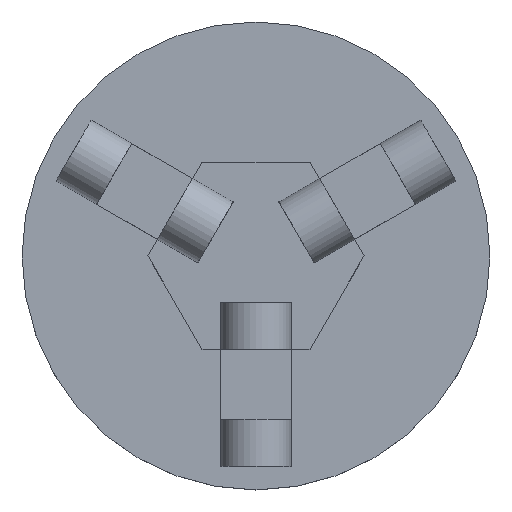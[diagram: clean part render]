
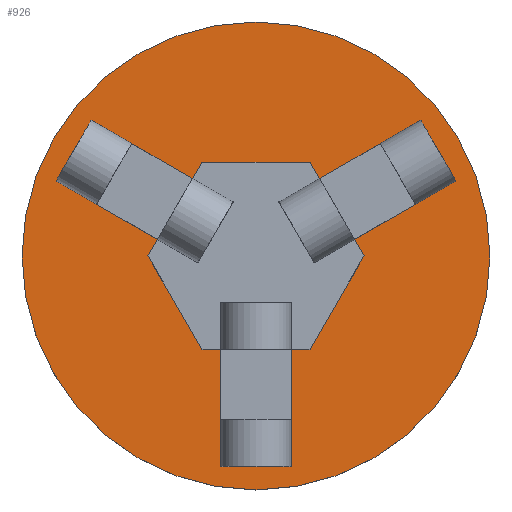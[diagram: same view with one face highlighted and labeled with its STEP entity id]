
A CAD part, top view. The second image highlights one B-rep face of the part: STEP entity #926.
In plain terms, the highlighted planar face has unit normal (0, 0, 1).
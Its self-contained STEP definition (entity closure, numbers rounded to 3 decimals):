
#33=FACE_BOUND('',#155,.T.);
#51=CIRCLE('',#1002,50.);
#97=FACE_OUTER_BOUND('',#154,.T.);
#154=EDGE_LOOP('',(#748));
#155=EDGE_LOOP('',(#749,#750,#751,#752,#753,#754,#755,#756,#757,#758,#759,
#760,#761,#762,#763,#764,#765,#766));
#184=LINE('',#1305,#287);
#188=LINE('',#1313,#291);
#191=LINE('',#1320,#294);
#195=LINE('',#1328,#298);
#198=LINE('',#1334,#301);
#201=LINE('',#1341,#304);
#205=LINE('',#1349,#308);
#208=LINE('',#1355,#311);
#211=LINE('',#1361,#314);
#227=LINE('',#1395,#330);
#232=LINE('',#1405,#335);
#243=LINE('',#1426,#346);
#258=LINE('',#1467,#361);
#260=LINE('',#1474,#363);
#264=LINE('',#1484,#367);
#266=LINE('',#1493,#369);
#267=LINE('',#1494,#370);
#268=LINE('',#1495,#371);
#287=VECTOR('',#1044,10.);
#291=VECTOR('',#1050,10.);
#294=VECTOR('',#1055,10.);
#298=VECTOR('',#1061,10.);
#301=VECTOR('',#1066,10.);
#304=VECTOR('',#1071,10.);
#308=VECTOR('',#1077,10.);
#311=VECTOR('',#1082,10.);
#314=VECTOR('',#1087,10.);
#330=VECTOR('',#1115,10.);
#335=VECTOR('',#1122,10.);
#346=VECTOR('',#1137,10.);
#361=VECTOR('',#1178,10.);
#363=VECTOR('',#1186,10.);
#367=VECTOR('',#1200,10.);
#369=VECTOR('',#1210,10.);
#370=VECTOR('',#1211,10.);
#371=VECTOR('',#1212,10.);
#390=VERTEX_POINT('',#1303);
#391=VERTEX_POINT('',#1304);
#394=VERTEX_POINT('',#1312);
#396=VERTEX_POINT('',#1318);
#397=VERTEX_POINT('',#1319);
#400=VERTEX_POINT('',#1327);
#402=VERTEX_POINT('',#1333);
#404=VERTEX_POINT('',#1339);
#405=VERTEX_POINT('',#1340);
#408=VERTEX_POINT('',#1348);
#410=VERTEX_POINT('',#1354);
#412=VERTEX_POINT('',#1360);
#424=VERTEX_POINT('',#1394);
#428=VERTEX_POINT('',#1404);
#436=VERTEX_POINT('',#1424);
#449=VERTEX_POINT('',#1465);
#451=VERTEX_POINT('',#1473);
#453=VERTEX_POINT('',#1486);
#455=VERTEX_POINT('',#1492);
#470=EDGE_CURVE('',#390,#391,#184,.T.);
#474=EDGE_CURVE('',#391,#394,#188,.T.);
#477=EDGE_CURVE('',#396,#397,#191,.T.);
#481=EDGE_CURVE('',#397,#400,#195,.T.);
#484=EDGE_CURVE('',#400,#402,#198,.T.);
#487=EDGE_CURVE('',#404,#405,#201,.T.);
#491=EDGE_CURVE('',#405,#408,#205,.T.);
#494=EDGE_CURVE('',#408,#410,#208,.T.);
#497=EDGE_CURVE('',#412,#390,#211,.T.);
#515=EDGE_CURVE('',#424,#396,#227,.T.);
#520=EDGE_CURVE('',#428,#404,#232,.T.);
#531=EDGE_CURVE('',#394,#436,#243,.T.);
#552=EDGE_CURVE('',#410,#449,#258,.T.);
#555=EDGE_CURVE('',#451,#412,#260,.T.);
#560=EDGE_CURVE('',#449,#451,#264,.T.);
#561=EDGE_CURVE('',#453,#453,#51,.T.);
#564=EDGE_CURVE('',#402,#455,#266,.T.);
#565=EDGE_CURVE('',#455,#428,#267,.T.);
#566=EDGE_CURVE('',#436,#424,#268,.T.);
#748=ORIENTED_EDGE('',*,*,#561,.T.);
#749=ORIENTED_EDGE('',*,*,#484,.T.);
#750=ORIENTED_EDGE('',*,*,#564,.T.);
#751=ORIENTED_EDGE('',*,*,#565,.T.);
#752=ORIENTED_EDGE('',*,*,#520,.T.);
#753=ORIENTED_EDGE('',*,*,#487,.T.);
#754=ORIENTED_EDGE('',*,*,#491,.T.);
#755=ORIENTED_EDGE('',*,*,#494,.T.);
#756=ORIENTED_EDGE('',*,*,#552,.T.);
#757=ORIENTED_EDGE('',*,*,#560,.T.);
#758=ORIENTED_EDGE('',*,*,#555,.T.);
#759=ORIENTED_EDGE('',*,*,#497,.T.);
#760=ORIENTED_EDGE('',*,*,#470,.T.);
#761=ORIENTED_EDGE('',*,*,#474,.T.);
#762=ORIENTED_EDGE('',*,*,#531,.T.);
#763=ORIENTED_EDGE('',*,*,#566,.T.);
#764=ORIENTED_EDGE('',*,*,#515,.T.);
#765=ORIENTED_EDGE('',*,*,#477,.T.);
#766=ORIENTED_EDGE('',*,*,#481,.T.);
#882=PLANE('',#1004);
#926=ADVANCED_FACE('',(#97,#33),#882,.T.);
#1002=AXIS2_PLACEMENT_3D('',#1487,#1203,#1204);
#1004=AXIS2_PLACEMENT_3D('',#1491,#1208,#1209);
#1044=DIRECTION('',(-0.5,0.866,0.));
#1050=DIRECTION('',(0.5,0.866,0.));
#1055=DIRECTION('',(0.5,0.866,0.));
#1061=DIRECTION('',(1.,0.,0.));
#1066=DIRECTION('',(0.5,-0.866,0.));
#1071=DIRECTION('',(0.5,-0.866,0.));
#1077=DIRECTION('',(-0.5,-0.866,0.));
#1082=DIRECTION('',(-1.,0.,0.));
#1087=DIRECTION('',(-1.,0.,0.));
#1115=DIRECTION('',(0.866,-0.5,0.));
#1122=DIRECTION('',(-0.866,-0.5,0.));
#1137=DIRECTION('',(-0.866,0.5,0.));
#1178=DIRECTION('',(0.,-1.,0.));
#1186=DIRECTION('',(0.,1.,0.));
#1200=DIRECTION('',(-1.,0.,0.));
#1203=DIRECTION('center_axis',(0.,0.,1.));
#1204=DIRECTION('ref_axis',(1.,0.,0.));
#1208=DIRECTION('center_axis',(0.,0.,1.));
#1209=DIRECTION('ref_axis',(1.,0.,0.));
#1210=DIRECTION('',(0.866,0.5,0.));
#1211=DIRECTION('',(0.5,-0.866,0.));
#1212=DIRECTION('',(0.5,0.866,0.));
#1303=CARTESIAN_POINT('',(-11.547,-20.,10.));
#1304=CARTESIAN_POINT('',(-23.094,0.,10.));
#1305=CARTESIAN_POINT('',(-20.207,-5.,10.));
#1312=CARTESIAN_POINT('',(-21.071,3.505,10.));
#1313=CARTESIAN_POINT('',(-19.196,6.752,10.));
#1318=CARTESIAN_POINT('',(-13.571,16.495,10.));
#1319=CARTESIAN_POINT('',(-11.547,20.,10.));
#1320=CARTESIAN_POINT('',(-14.434,15.,10.));
#1327=CARTESIAN_POINT('',(11.547,20.,10.));
#1328=CARTESIAN_POINT('',(5.774,20.,10.));
#1333=CARTESIAN_POINT('',(13.571,16.495,10.));
#1334=CARTESIAN_POINT('',(15.446,13.248,10.));
#1339=CARTESIAN_POINT('',(21.071,3.505,10.));
#1340=CARTESIAN_POINT('',(23.094,0.,10.));
#1341=CARTESIAN_POINT('',(20.207,5.,10.));
#1348=CARTESIAN_POINT('',(11.547,-20.,10.));
#1349=CARTESIAN_POINT('',(14.434,-15.,10.));
#1354=CARTESIAN_POINT('',(7.5,-20.,10.));
#1355=CARTESIAN_POINT('',(3.75,-20.,10.));
#1360=CARTESIAN_POINT('',(-7.5,-20.,10.));
#1361=CARTESIAN_POINT('',(-5.774,-20.,10.));
#1394=CARTESIAN_POINT('',(-35.221,28.995,10.));
#1395=CARTESIAN_POINT('',(-35.221,28.995,10.));
#1404=CARTESIAN_POINT('',(42.721,16.005,10.));
#1405=CARTESIAN_POINT('',(42.721,16.005,10.));
#1424=CARTESIAN_POINT('',(-42.721,16.005,10.));
#1426=CARTESIAN_POINT('',(-12.41,-1.495,10.));
#1465=CARTESIAN_POINT('',(7.5,-45.,10.));
#1467=CARTESIAN_POINT('',(7.5,-10.,10.));
#1473=CARTESIAN_POINT('',(-7.5,-45.,10.));
#1474=CARTESIAN_POINT('',(-7.5,-45.,10.));
#1484=CARTESIAN_POINT('',(7.5,-45.,10.));
#1486=CARTESIAN_POINT('',(-50.,0.,10.));
#1487=CARTESIAN_POINT('Origin',(0.,0.,10.));
#1491=CARTESIAN_POINT('Origin',(0.,0.,10.));
#1492=CARTESIAN_POINT('',(35.221,28.995,10.));
#1493=CARTESIAN_POINT('',(4.91,11.495,10.));
#1494=CARTESIAN_POINT('',(35.221,28.995,10.));
#1495=CARTESIAN_POINT('',(-42.721,16.005,10.));
